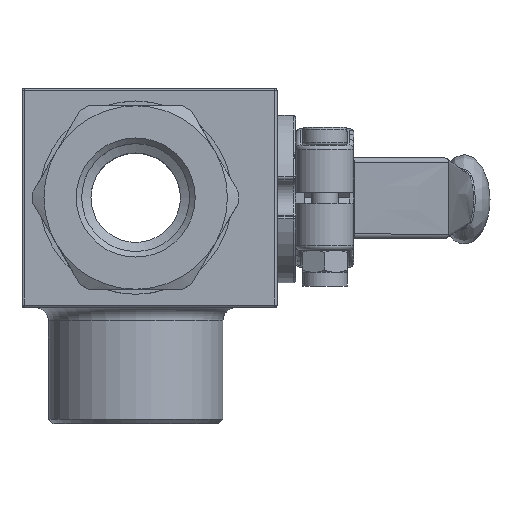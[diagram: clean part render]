
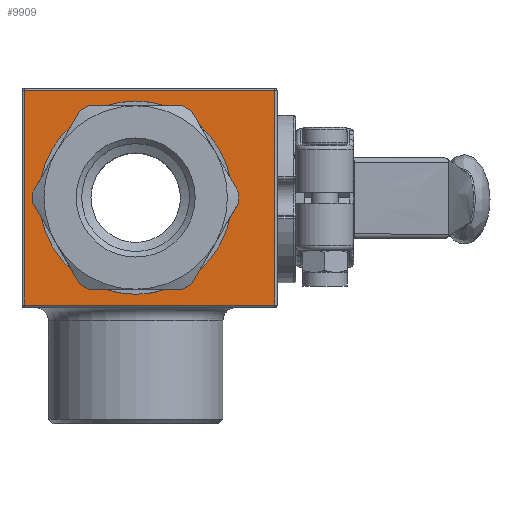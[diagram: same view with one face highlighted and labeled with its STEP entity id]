
A CAD part, top view. The second image highlights one B-rep face of the part: STEP entity #9909.
In plain terms, the highlighted planar face has unit normal (0, 0, 1).
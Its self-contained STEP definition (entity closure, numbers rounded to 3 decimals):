
#373=PLANE('',#10644);
#1115=LINE('',#16663,#1660);
#1116=LINE('',#16666,#1661);
#1117=LINE('',#16668,#1662);
#1118=LINE('',#16670,#1663);
#1660=VECTOR('',#12647,1000.);
#1661=VECTOR('',#12648,1000.);
#1662=VECTOR('',#12649,1000.);
#1663=VECTOR('',#12650,1000.);
#3736=ORIENTED_EDGE('',*,*,#5021,.T.);
#3737=ORIENTED_EDGE('',*,*,#5022,.T.);
#3738=ORIENTED_EDGE('',*,*,#5081,.F.);
#3739=ORIENTED_EDGE('',*,*,#5082,.F.);
#3740=ORIENTED_EDGE('',*,*,#5083,.F.);
#3741=ORIENTED_EDGE('',*,*,#5084,.F.);
#5021=EDGE_CURVE('',#5831,#5832,#6199,.T.);
#5022=EDGE_CURVE('',#5832,#5831,#6200,.T.);
#5081=EDGE_CURVE('',#5879,#5880,#1115,.T.);
#5082=EDGE_CURVE('',#5881,#5879,#1116,.T.);
#5083=EDGE_CURVE('',#5882,#5881,#1117,.T.);
#5084=EDGE_CURVE('',#5880,#5882,#1118,.T.);
#5831=VERTEX_POINT('',#16294);
#5832=VERTEX_POINT('',#16295);
#5879=VERTEX_POINT('',#16664);
#5880=VERTEX_POINT('',#16665);
#5881=VERTEX_POINT('',#16667);
#5882=VERTEX_POINT('',#16669);
#6199=CIRCLE('',#10603,21.6);
#6200=CIRCLE('',#10604,21.6);
#6751=EDGE_LOOP('',(#3736,#3737));
#6752=EDGE_LOOP('',(#3738,#3739,#3740,#3741));
#7255=FACE_BOUND('',#6751,.T.);
#7256=FACE_BOUND('',#6752,.T.);
#9909=ADVANCED_FACE('',(#7255,#7256),#373,.T.);
#10603=AXIS2_PLACEMENT_3D('',#16293,#12536,#12537);
#10604=AXIS2_PLACEMENT_3D('',#16296,#12538,#12539);
#10644=AXIS2_PLACEMENT_3D('',#16662,#12645,#12646);
#12536=DIRECTION('',(0.,0.,-1.));
#12537=DIRECTION('',(-1.,0.,0.));
#12538=DIRECTION('',(0.,0.,-1.));
#12539=DIRECTION('',(-1.,0.,0.));
#12645=DIRECTION('',(0.,0.,1.));
#12646=DIRECTION('',(1.,0.,0.));
#12647=DIRECTION('',(1.,0.,0.));
#12648=DIRECTION('',(0.,1.,0.));
#12649=DIRECTION('',(-1.,0.,0.));
#12650=DIRECTION('',(0.,-1.,0.));
#16293=CARTESIAN_POINT('',(0.,0.,31.25));
#16294=CARTESIAN_POINT('',(-21.6,0.,31.25));
#16295=CARTESIAN_POINT('',(21.6,0.,31.25));
#16296=CARTESIAN_POINT('',(0.,0.,31.25));
#16662=CARTESIAN_POINT('',(3.1,0.,31.25));
#16663=CARTESIAN_POINT('',(17.35,24.,31.25));
#16664=CARTESIAN_POINT('',(-24.9,24.,31.25));
#16665=CARTESIAN_POINT('',(31.1,24.,31.25));
#16666=CARTESIAN_POINT('',(-24.9,12.25,31.25));
#16667=CARTESIAN_POINT('',(-24.9,-24.,31.25));
#16668=CARTESIAN_POINT('',(-11.15,-24.,31.25));
#16669=CARTESIAN_POINT('',(31.1,-24.,31.25));
#16670=CARTESIAN_POINT('',(31.1,-12.25,31.25));
